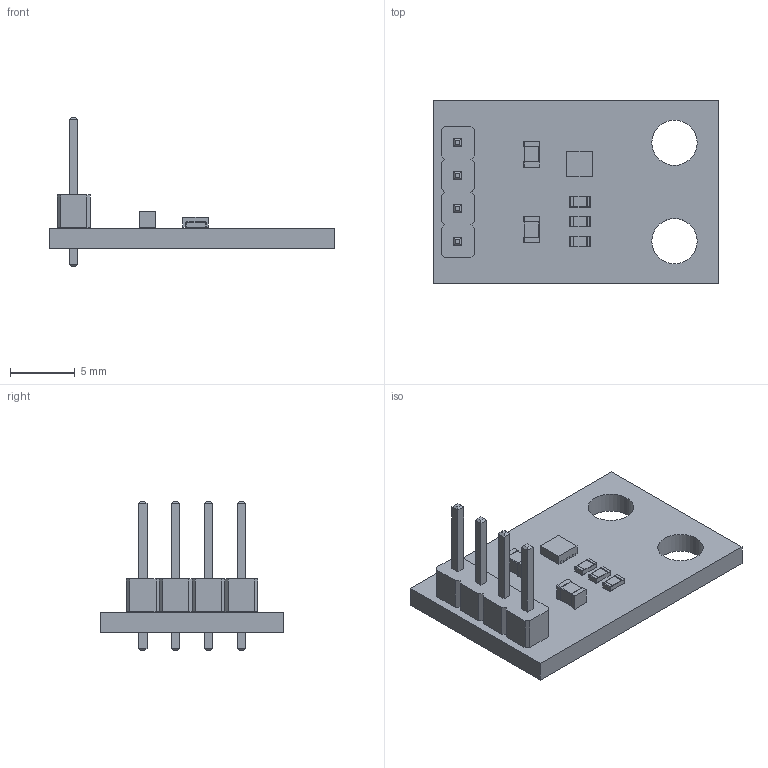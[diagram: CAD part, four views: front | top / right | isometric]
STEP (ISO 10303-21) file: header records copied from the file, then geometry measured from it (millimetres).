
FILE_DESCRIPTION(('KiCad electronic assembly'),'2;1');
FILE_NAME('VoltageRegulator.step','2023-06-08T09:21:58',('Pcbnew'),( 'Kicad'),'Open CASCADE STEP processor 7.6','KiCad to STEP converter' ,'Unknown');
FILE_SCHEMA(('AUTOMOTIVE_DESIGN { 1 0 10303 214 1 1 1 1 }'));
Length unit declared in the file: millimetre
Products named in the file (10): VoltageRegulator 1; C_0805_2012Metric; SOLID; R_0603_1608Metric; DRV0006A; COMPOUND; PinHeader_1x04_P2.54mm_Vertical; _autosave-VoltageRegulator PCB
Assembly tree (12 placements, depth 3):
  VoltageRegulator 1
    C_0805_2012Metric  x2
      SOLID
    R_0603_1608Metric  x3
      SOLID
    DRV0006A
      COMPOUND
    PinHeader_1x04_P2.54mm_Vertical
      SOLID
    _autosave-VoltageRegulator PCB
Bounding box: 22.1 x 14.22 x 11.54 mm (x, y, z)
Volume: 550.5 mm3; surface area: 1024.5 mm2
Topology: 15 solids, 15 shells, 363 faces, 922 edges, 600 vertices
Faces by surface type: plane 309, cylinder 54
Full cylindrical faces by diameter (mm): 1 x4, 3.5 x2
Entity records: 19085 total; most frequent: CARTESIAN_POINT 3094, DIRECTION 2754, LINE 2038, VECTOR 2038, ORIENTED_EDGE 1428, PCURVE 1428, DEFINITIONAL_REPRESENTATION 1428, EDGE_CURVE 714
